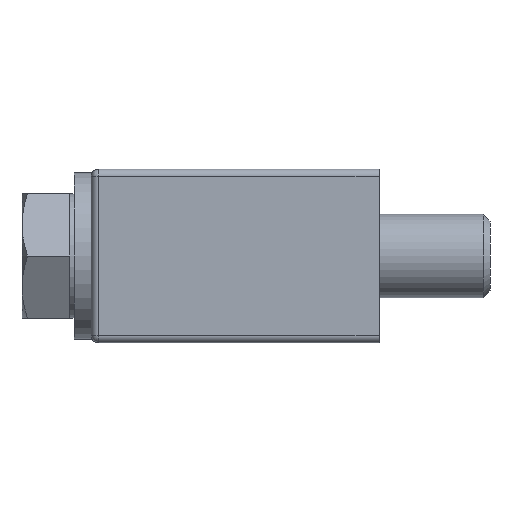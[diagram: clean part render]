
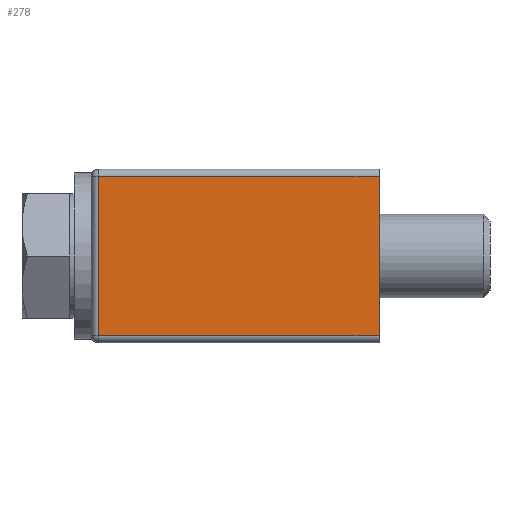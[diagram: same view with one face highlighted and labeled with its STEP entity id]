
A CAD part, left-side view. The second image highlights one B-rep face of the part: STEP entity #278.
In plain terms, the highlighted planar face has unit normal (-1, 0, 0).
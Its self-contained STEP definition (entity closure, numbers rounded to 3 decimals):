
#35 = CARTESIAN_POINT ( 'NONE',  ( 0., 41.5, 11.5 ) ) ;
#214 = FACE_OUTER_BOUND ( 'NONE', #612, .T. ) ;
#278 = ADVANCED_FACE ( 'NONE', ( #214 ), #1501, .F. ) ;
#362 = VERTEX_POINT ( 'NONE', #1822 ) ;
#452 = ORIENTED_EDGE ( 'NONE', *, *, #1739, .T. ) ;
#558 = VERTEX_POINT ( 'NONE', #2643 ) ;
#612 = EDGE_LOOP ( 'NONE', ( #1357, #1301, #1604, #452 ) ) ;
#621 = VERTEX_POINT ( 'NONE', #2227 ) ;
#717 = VECTOR ( 'NONE', #2324, 1000. ) ;
#825 = LINE ( 'NONE', #35, #1556 ) ;
#849 = CARTESIAN_POINT ( 'NONE',  ( 0., 40.5, 12.5 ) ) ;
#874 = CARTESIAN_POINT ( 'NONE',  ( 0., 0., -11.5 ) ) ;
#906 = DIRECTION ( 'NONE',  ( 0., 0., -1. ) ) ;
#1048 = DIRECTION ( 'NONE',  ( 0., 0., -1. ) ) ;
#1186 = EDGE_CURVE ( 'NONE', #1610, #558, #2545, .T. ) ;
#1301 = ORIENTED_EDGE ( 'NONE', *, *, #1186, .T. ) ;
#1357 = ORIENTED_EDGE ( 'NONE', *, *, #1858, .T. ) ;
#1422 = VECTOR ( 'NONE', #1861, 1000. ) ;
#1481 = DIRECTION ( 'NONE',  ( 0., 1., 0. ) ) ;
#1501 = PLANE ( 'NONE',  #1978 ) ;
#1556 = VECTOR ( 'NONE', #1481, 1000. ) ;
#1604 = ORIENTED_EDGE ( 'NONE', *, *, #2527, .F. ) ;
#1610 = VERTEX_POINT ( 'NONE', #2679 ) ;
#1739 = EDGE_CURVE ( 'NONE', #362, #621, #825, .T. ) ;
#1822 = CARTESIAN_POINT ( 'NONE',  ( 0., 0., 11.5 ) ) ;
#1851 = LINE ( 'NONE', #2484, #2412 ) ;
#1858 = EDGE_CURVE ( 'NONE', #621, #1610, #1977, .T. ) ;
#1861 = DIRECTION ( 'NONE',  ( 0., 0., -1. ) ) ;
#1920 = DIRECTION ( 'NONE',  ( 1., 0., 0. ) ) ;
#1977 = LINE ( 'NONE', #849, #1422 ) ;
#1978 = AXIS2_PLACEMENT_3D ( 'NONE', #2134, #1920, #906 ) ;
#2134 = CARTESIAN_POINT ( 'NONE',  ( 0., 0., 12.5 ) ) ;
#2227 = CARTESIAN_POINT ( 'NONE',  ( 0., 40.5, 11.5 ) ) ;
#2324 = DIRECTION ( 'NONE',  ( 0., -1., 0. ) ) ;
#2412 = VECTOR ( 'NONE', #1048, 1000. ) ;
#2484 = CARTESIAN_POINT ( 'NONE',  ( 0., 0., 12.5 ) ) ;
#2527 = EDGE_CURVE ( 'NONE', #362, #558, #1851, .T. ) ;
#2545 = LINE ( 'NONE', #874, #717 ) ;
#2643 = CARTESIAN_POINT ( 'NONE',  ( 0., 0., -11.5 ) ) ;
#2679 = CARTESIAN_POINT ( 'NONE',  ( 0., 40.5, -11.5 ) ) ;
